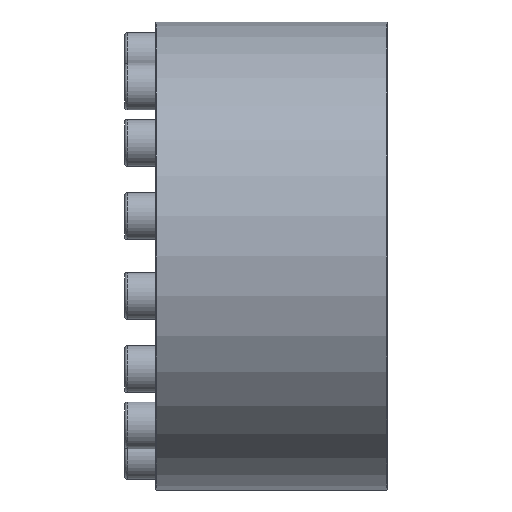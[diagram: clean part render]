
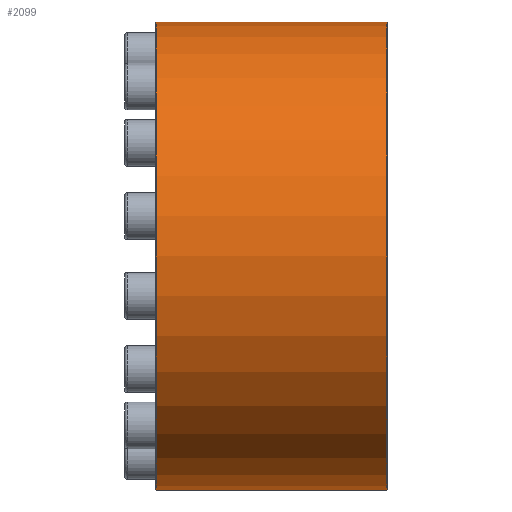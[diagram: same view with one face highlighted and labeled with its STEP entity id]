
A CAD part, front view. The second image highlights one B-rep face of the part: STEP entity #2099.
In plain terms, the highlighted cylindrical face has radius 105 mm (diameter 210 mm), a partial arc.
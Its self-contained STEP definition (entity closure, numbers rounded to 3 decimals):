
#28=CYLINDRICAL_SURFACE('',#2421,105.);
#192=CIRCLE('',#2420,105.);
#193=CIRCLE('',#2422,105.);
#399=ORIENTED_EDGE('',*,*,#866,.F.);
#400=ORIENTED_EDGE('',*,*,#867,.T.);
#401=ORIENTED_EDGE('',*,*,#868,.T.);
#402=ORIENTED_EDGE('',*,*,#864,.F.);
#864=EDGE_CURVE('',#1094,#1095,#192,.T.);
#866=EDGE_CURVE('',#1096,#1094,#1269,.T.);
#867=EDGE_CURVE('',#1096,#1097,#193,.T.);
#868=EDGE_CURVE('',#1097,#1095,#1270,.T.);
#1094=VERTEX_POINT('',#3579);
#1095=VERTEX_POINT('',#3581);
#1096=VERTEX_POINT('',#3588);
#1097=VERTEX_POINT('',#3590);
#1269=LINE('',#3587,#1311);
#1270=LINE('',#3591,#1312);
#1311=VECTOR('',#2830,1000.);
#1312=VECTOR('',#2833,1000.);
#1383=EDGE_LOOP('',(#399,#400,#401,#402));
#1745=FACE_BOUND('',#1383,.T.);
#2099=ADVANCED_FACE('',(#1745),#28,.T.);
#2420=AXIS2_PLACEMENT_3D('',#3580,#2826,#2827);
#2421=AXIS2_PLACEMENT_3D('',#3586,#2828,#2829);
#2422=AXIS2_PLACEMENT_3D('',#3589,#2831,#2832);
#2826=DIRECTION('',(1.,0.,0.));
#2827=DIRECTION('',(0.,0.,-1.));
#2828=DIRECTION('',(1.,0.,0.));
#2829=DIRECTION('',(0.,0.,-1.));
#2830=DIRECTION('',(1.,0.,0.));
#2831=DIRECTION('',(1.,0.,0.));
#2832=DIRECTION('',(0.,0.,-1.));
#2833=DIRECTION('',(1.,0.,0.));
#3579=CARTESIAN_POINT('',(51.76,104.979,2.1));
#3580=CARTESIAN_POINT('',(51.76,0.,0.));
#3581=CARTESIAN_POINT('',(51.76,104.979,-2.1));
#3586=CARTESIAN_POINT('',(10.4,0.,0.));
#3587=CARTESIAN_POINT('',(10.4,104.979,2.1));
#3588=CARTESIAN_POINT('',(-51.76,104.979,2.1));
#3589=CARTESIAN_POINT('',(-51.76,0.,0.));
#3590=CARTESIAN_POINT('',(-51.76,104.979,-2.1));
#3591=CARTESIAN_POINT('',(10.4,104.979,-2.1));
